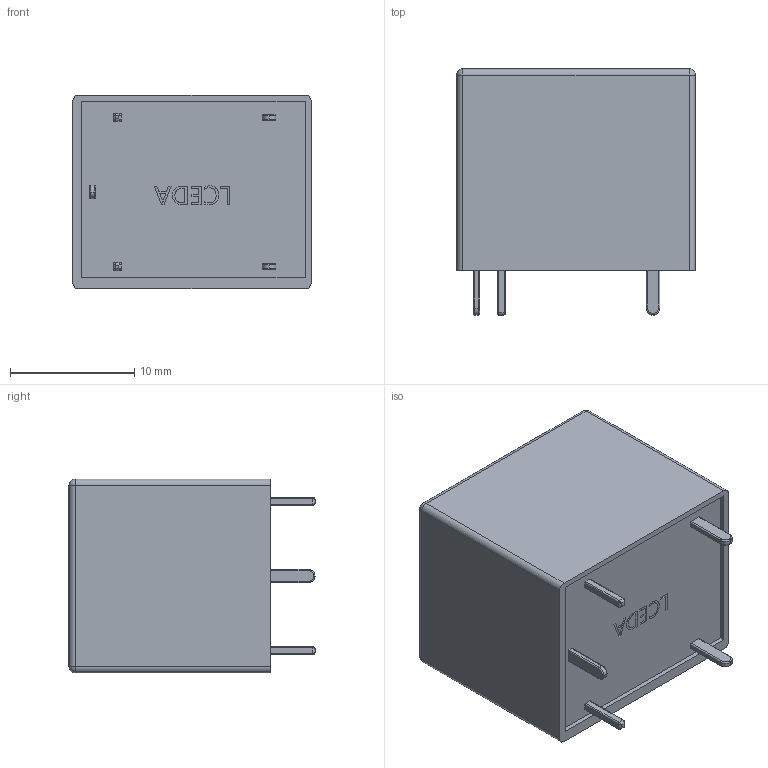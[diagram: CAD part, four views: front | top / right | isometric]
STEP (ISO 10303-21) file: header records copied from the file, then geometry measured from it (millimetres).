
FILE_DESCRIPTION (( 'STEP AP214' ), '1' );
FILE_NAME ('RELAY-TH_L19.2-W15.6-H15.8.step', '2021-08-14T18:54:24', ( '' ), ( '' ), 'SwSTEP 2.0', 'SolidWorks 2020', '' );
FILE_SCHEMA (( 'AUTOMOTIVE_DESIGN' ));
Length unit declared in the file: millimetre
Products named in the file (1): RELAY-TH_L19.2-W15.6-H15.8
Bounding box: 19.2 x 19.8 x 15.6 mm (x, y, z)
Volume: 4749.9 mm3; surface area: 1782.8 mm2
Topology: 1 solids, 1 shells, 303 faces, 767 edges, 484 vertices
Faces by surface type: plane 157, bspline 80, cylinder 46, torus 16, sphere 4
Entity records: 16254 total; most frequent: CARTESIAN_POINT 6167, ORIENTED_EDGE 1510, DIRECTION 1145, EDGE_CURVE 755, VECTOR 493, LINE 493, VERTEX_POINT 484, EDGE_LOOP 333
